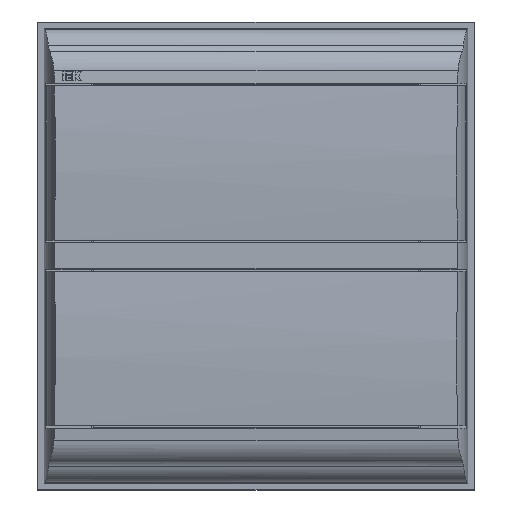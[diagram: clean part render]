
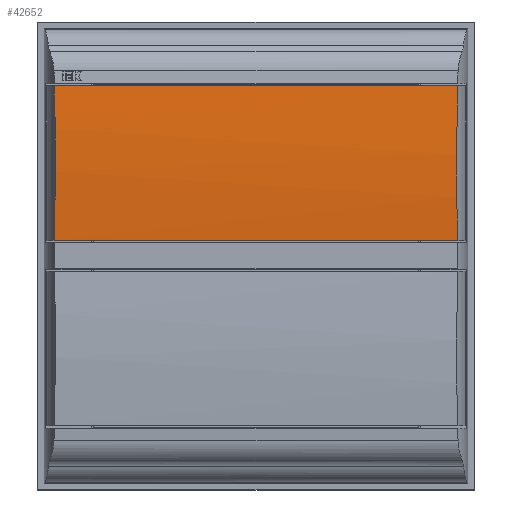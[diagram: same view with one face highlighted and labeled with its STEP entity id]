
A CAD part, top view. The second image highlights one B-rep face of the part: STEP entity #42652.
In plain terms, the highlighted cylindrical face has radius 600 mm (diameter 1200 mm), a partial arc.
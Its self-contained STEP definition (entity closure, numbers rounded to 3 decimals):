
#5944 = CARTESIAN_POINT ( 'NONE',  ( 140.492, 83.067, 107.196 ) ) ;
#7375 = LINE ( 'NONE', #71940, #83430 ) ;
#9884 = CARTESIAN_POINT ( 'NONE',  ( -141.56, 10.8, 104.947 ) ) ;
#16789 = CARTESIAN_POINT ( 'NONE',  ( 140.492, 46.933, 107.196 ) ) ;
#18305 = LINE ( 'NONE', #67695, #101075 ) ;
#20363 = ORIENTED_EDGE ( 'NONE', *, *, #82198, .T. ) ;
#22983 = VERTEX_POINT ( 'NONE', #44532 ) ;
#23295 = CARTESIAN_POINT ( 'NONE',  ( -141.56, 119.2, 104.947 ) ) ;
#26966 = VERTEX_POINT ( 'NONE', #72684 ) ;
#27706 = CARTESIAN_POINT ( 'NONE',  ( 141.191, 19.833, 105.766 ) ) ;
#31627 = CARTESIAN_POINT ( 'NONE',  ( -140.894, 28.867, 106.379 ) ) ;
#40143 = EDGE_CURVE ( 'NONE', #26966, #100313, #126311, .T. ) ;
#42524 = CARTESIAN_POINT ( 'NONE',  ( -140.283, 65., 107.604 ) ) ;
#42652 = ADVANCED_FACE ( 'NONE', ( #43413 ), #126031, .T. ) ;
#43413 = FACE_OUTER_BOUND ( 'NONE', #130357, .T. ) ;
#44532 = CARTESIAN_POINT ( 'NONE',  ( 141.56, 119.2, 104.947 ) ) ;
#48165 = DIRECTION ( 'NONE',  ( 0., 0., -1. ) ) ;
#53382 = CARTESIAN_POINT ( 'NONE',  ( -140.894, 101.133, 106.379 ) ) ;
#57463 = EDGE_CURVE ( 'NONE', #100313, #22983, #18305, .T. ) ;
#58442 = ORIENTED_EDGE ( 'NONE', *, *, #40143, .F. ) ;
#59859 = CARTESIAN_POINT ( 'NONE',  ( 141.56, 119.2, 104.947 ) ) ;
#64239 = CARTESIAN_POINT ( 'NONE',  ( -141.56, 119.2, 104.947 ) ) ;
#64338 = B_SPLINE_CURVE_WITH_KNOTS ( 'NONE', 3,
 ( #59859, #124322, #70662, #5944, #81530, #16789, #92340, #27706, #103178 ),
 .UNSPECIFIED., .F., .F.,
 ( 4, 2, 1, 2, 4 ),
 ( 0., 0.027, 0.054, 0.081, 0.108 ),
 .UNSPECIFIED. ) ;
#67695 = CARTESIAN_POINT ( 'NONE',  ( -146.553, 119.2, 104.947 ) ) ;
#70662 = CARTESIAN_POINT ( 'NONE',  ( 140.894, 101.133, 106.379 ) ) ;
#71940 = CARTESIAN_POINT ( 'NONE',  ( -146.553, 10.8, 104.947 ) ) ;
#72684 = CARTESIAN_POINT ( 'NONE',  ( -141.56, 10.8, 104.947 ) ) ;
#74600 = CARTESIAN_POINT ( 'NONE',  ( -141.191, 19.833, 105.766 ) ) ;
#81530 = CARTESIAN_POINT ( 'NONE',  ( 140.283, 65., 107.604 ) ) ;
#82198 = EDGE_CURVE ( 'NONE', #26966, #132432, #7375, .T. ) ;
#83430 = VECTOR ( 'NONE', #114813, 1000. ) ;
#90989 = AXIS2_PLACEMENT_3D ( 'NONE', #101923, #123513, #48165 ) ;
#92340 = CARTESIAN_POINT ( 'NONE',  ( 140.894, 28.867, 106.379 ) ) ;
#95660 = CARTESIAN_POINT ( 'NONE',  ( 141.56, 10.8, 104.947 ) ) ;
#100313 = VERTEX_POINT ( 'NONE', #23295 ) ;
#101075 = VECTOR ( 'NONE', #111022, 1000. ) ;
#101923 = CARTESIAN_POINT ( 'NONE',  ( -146.553, 65., -492.6 ) ) ;
#103178 = CARTESIAN_POINT ( 'NONE',  ( 141.56, 10.8, 104.947 ) ) ;
#104189 = EDGE_CURVE ( 'NONE', #22983, #132432, #64338, .T. ) ;
#107132 = CARTESIAN_POINT ( 'NONE',  ( -140.492, 46.933, 107.196 ) ) ;
#111022 = DIRECTION ( 'NONE',  ( 1., 0., 0. ) ) ;
#114813 = DIRECTION ( 'NONE',  ( 1., 0., 0. ) ) ;
#115905 = ORIENTED_EDGE ( 'NONE', *, *, #57463, .F. ) ;
#117780 = ORIENTED_EDGE ( 'NONE', *, *, #104189, .F. ) ;
#117905 = CARTESIAN_POINT ( 'NONE',  ( -140.492, 83.067, 107.196 ) ) ;
#123513 = DIRECTION ( 'NONE',  ( 1., 0., 0. ) ) ;
#124322 = CARTESIAN_POINT ( 'NONE',  ( 141.191, 110.167, 105.766 ) ) ;
#126031 = CYLINDRICAL_SURFACE ( 'NONE', #90989, 600. ) ;
#126311 = B_SPLINE_CURVE_WITH_KNOTS ( 'NONE', 3,
 ( #9884, #74600, #31627, #107132, #42524, #117905, #53382, #128692, #64239 ),
 .UNSPECIFIED., .F., .F.,
 ( 4, 2, 1, 2, 4 ),
 ( 0., 0.027, 0.054, 0.081, 0.108 ),
 .UNSPECIFIED. ) ;
#128692 = CARTESIAN_POINT ( 'NONE',  ( -141.191, 110.167, 105.766 ) ) ;
#130357 = EDGE_LOOP ( 'NONE', ( #117780, #115905, #58442, #20363 ) ) ;
#132432 = VERTEX_POINT ( 'NONE', #95660 ) ;
